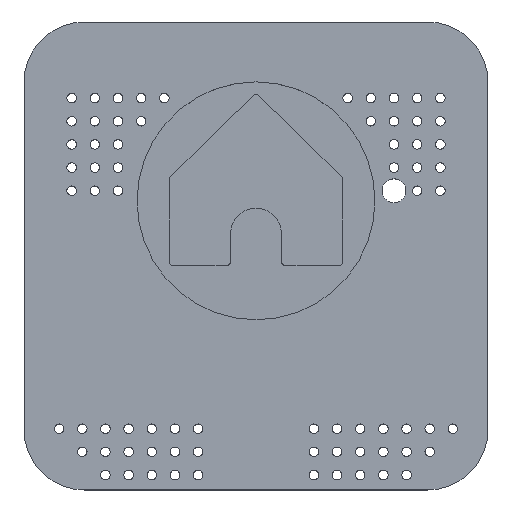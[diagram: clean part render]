
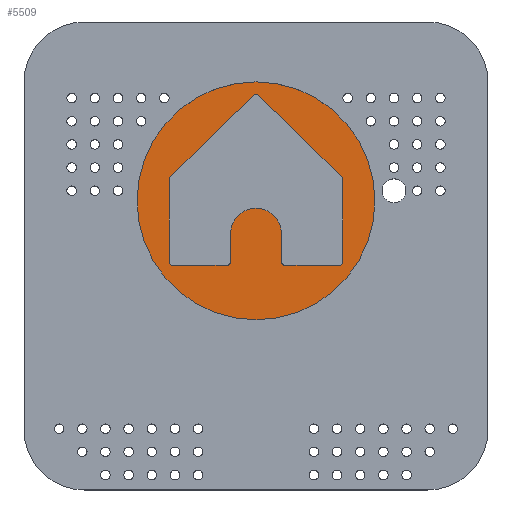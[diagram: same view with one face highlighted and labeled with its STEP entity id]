
A CAD part, top view. The second image highlights one B-rep face of the part: STEP entity #5509.
In plain terms, the highlighted planar face has unit normal (0, 0, 1).
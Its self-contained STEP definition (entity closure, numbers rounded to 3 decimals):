
#3930 = VERTEX_POINT('',#3931);
#3931 = CARTESIAN_POINT('',(15.,3.904,32.02));
#3937 = EDGE_CURVE('',#3930,#3930,#3938,.T.);
#3938 = CIRCLE('',#3939,15.);
#3939 = AXIS2_PLACEMENT_3D('',#3940,#3941,#3942);
#3940 = CARTESIAN_POINT('',(0.,3.904,32.02));
#3941 = DIRECTION('',(0.,0.,1.));
#3942 = DIRECTION('',(1.,0.,0.));
#5509 = ADVANCED_FACE('',(#5510,#5513),#5651,.T.);
#5510 = FACE_BOUND('',#5511,.T.);
#5511 = EDGE_LOOP('',(#5512));
#5512 = ORIENTED_EDGE('',*,*,#3937,.T.);
#5513 = FACE_BOUND('',#5514,.T.);
#5514 = EDGE_LOOP('',(#5515,#5525,#5534,#5542,#5551,#5559,#5568,#5576,
    #5585,#5593,#5602,#5610,#5619,#5627,#5636,#5644));
#5515 = ORIENTED_EDGE('',*,*,#5516,.T.);
#5516 = EDGE_CURVE('',#5517,#5519,#5521,.T.);
#5517 = VERTEX_POINT('',#5518);
#5518 = CARTESIAN_POINT('',(-10.91,-3.867,32.02));
#5519 = VERTEX_POINT('',#5520);
#5520 = CARTESIAN_POINT('',(-10.91,6.583,32.02));
#5521 = LINE('',#5522,#5523);
#5522 = CARTESIAN_POINT('',(-10.91,-3.867,32.02));
#5523 = VECTOR('',#5524,1.);
#5524 = DIRECTION('',(0.,1.,0.));
#5525 = ORIENTED_EDGE('',*,*,#5526,.F.);
#5526 = EDGE_CURVE('',#5527,#5519,#5529,.T.);
#5527 = VERTEX_POINT('',#5528);
#5528 = CARTESIAN_POINT('',(-10.739,6.99,32.02));
#5529 = CIRCLE('',#5530,0.57);
#5530 = AXIS2_PLACEMENT_3D('',#5531,#5532,#5533);
#5531 = CARTESIAN_POINT('',(-10.34,6.583,32.02));
#5532 = DIRECTION('',(0.,0.,1.));
#5533 = DIRECTION('',(1.,0.,0.));
#5534 = ORIENTED_EDGE('',*,*,#5535,.T.);
#5535 = EDGE_CURVE('',#5527,#5536,#5538,.T.);
#5536 = VERTEX_POINT('',#5537);
#5537 = CARTESIAN_POINT('',(-0.299,17.224,32.02));
#5538 = LINE('',#5539,#5540);
#5539 = CARTESIAN_POINT('',(-10.739,6.99,32.02));
#5540 = VECTOR('',#5541,1.);
#5541 = DIRECTION('',(0.714,0.7,0.));
#5542 = ORIENTED_EDGE('',*,*,#5543,.F.);
#5543 = EDGE_CURVE('',#5544,#5536,#5546,.T.);
#5544 = VERTEX_POINT('',#5545);
#5545 = CARTESIAN_POINT('',(0.299,17.224,32.02));
#5546 = CIRCLE('',#5547,0.427);
#5547 = AXIS2_PLACEMENT_3D('',#5548,#5549,#5550);
#5548 = CARTESIAN_POINT('',(0.,16.919,32.02));
#5549 = DIRECTION('',(0.,0.,1.));
#5550 = DIRECTION('',(1.,0.,0.));
#5551 = ORIENTED_EDGE('',*,*,#5552,.T.);
#5552 = EDGE_CURVE('',#5544,#5553,#5555,.T.);
#5553 = VERTEX_POINT('',#5554);
#5554 = CARTESIAN_POINT('',(10.739,6.99,32.02));
#5555 = LINE('',#5556,#5557);
#5556 = CARTESIAN_POINT('',(0.299,17.224,32.02));
#5557 = VECTOR('',#5558,1.);
#5558 = DIRECTION('',(0.714,-0.7,0.));
#5559 = ORIENTED_EDGE('',*,*,#5560,.F.);
#5560 = EDGE_CURVE('',#5561,#5553,#5563,.T.);
#5561 = VERTEX_POINT('',#5562);
#5562 = CARTESIAN_POINT('',(10.91,6.583,32.02));
#5563 = CIRCLE('',#5564,0.57);
#5564 = AXIS2_PLACEMENT_3D('',#5565,#5566,#5567);
#5565 = CARTESIAN_POINT('',(10.34,6.583,32.02));
#5566 = DIRECTION('',(0.,0.,1.));
#5567 = DIRECTION('',(1.,0.,0.));
#5568 = ORIENTED_EDGE('',*,*,#5569,.T.);
#5569 = EDGE_CURVE('',#5561,#5570,#5572,.T.);
#5570 = VERTEX_POINT('',#5571);
#5571 = CARTESIAN_POINT('',(10.91,-3.867,32.02));
#5572 = LINE('',#5573,#5574);
#5573 = CARTESIAN_POINT('',(10.91,6.583,32.02));
#5574 = VECTOR('',#5575,1.);
#5575 = DIRECTION('',(0.,-1.,0.));
#5576 = ORIENTED_EDGE('',*,*,#5577,.F.);
#5577 = EDGE_CURVE('',#5578,#5570,#5580,.T.);
#5578 = VERTEX_POINT('',#5579);
#5579 = CARTESIAN_POINT('',(10.56,-4.217,32.02));
#5580 = CIRCLE('',#5581,0.35);
#5581 = AXIS2_PLACEMENT_3D('',#5582,#5583,#5584);
#5582 = CARTESIAN_POINT('',(10.56,-3.867,32.02));
#5583 = DIRECTION('',(0.,0.,1.));
#5584 = DIRECTION('',(1.,0.,0.));
#5585 = ORIENTED_EDGE('',*,*,#5586,.T.);
#5586 = EDGE_CURVE('',#5578,#5587,#5589,.T.);
#5587 = VERTEX_POINT('',#5588);
#5588 = CARTESIAN_POINT('',(3.63,-4.217,32.02));
#5589 = LINE('',#5590,#5591);
#5590 = CARTESIAN_POINT('',(10.56,-4.217,32.02));
#5591 = VECTOR('',#5592,1.);
#5592 = DIRECTION('',(-1.,0.,0.));
#5593 = ORIENTED_EDGE('',*,*,#5594,.F.);
#5594 = EDGE_CURVE('',#5595,#5587,#5597,.T.);
#5595 = VERTEX_POINT('',#5596);
#5596 = CARTESIAN_POINT('',(3.19,-3.777,32.02));
#5597 = CIRCLE('',#5598,0.44);
#5598 = AXIS2_PLACEMENT_3D('',#5599,#5600,#5601);
#5599 = CARTESIAN_POINT('',(3.63,-3.777,32.02));
#5600 = DIRECTION('',(0.,0.,1.));
#5601 = DIRECTION('',(1.,0.,0.));
#5602 = ORIENTED_EDGE('',*,*,#5603,.T.);
#5603 = EDGE_CURVE('',#5595,#5604,#5606,.T.);
#5604 = VERTEX_POINT('',#5605);
#5605 = CARTESIAN_POINT('',(3.19,-0.207,32.02));
#5606 = LINE('',#5607,#5608);
#5607 = CARTESIAN_POINT('',(3.19,-3.777,32.02));
#5608 = VECTOR('',#5609,1.);
#5609 = DIRECTION('',(0.,1.,0.));
#5610 = ORIENTED_EDGE('',*,*,#5611,.T.);
#5611 = EDGE_CURVE('',#5604,#5612,#5614,.T.);
#5612 = VERTEX_POINT('',#5613);
#5613 = CARTESIAN_POINT('',(-3.19,-0.207,32.02));
#5614 = CIRCLE('',#5615,3.19);
#5615 = AXIS2_PLACEMENT_3D('',#5616,#5617,#5618);
#5616 = CARTESIAN_POINT('',(0.,-0.207,32.02));
#5617 = DIRECTION('',(0.,0.,1.));
#5618 = DIRECTION('',(1.,0.,0.));
#5619 = ORIENTED_EDGE('',*,*,#5620,.T.);
#5620 = EDGE_CURVE('',#5612,#5621,#5623,.T.);
#5621 = VERTEX_POINT('',#5622);
#5622 = CARTESIAN_POINT('',(-3.19,-3.777,32.02));
#5623 = LINE('',#5624,#5625);
#5624 = CARTESIAN_POINT('',(-3.19,-0.207,32.02));
#5625 = VECTOR('',#5626,1.);
#5626 = DIRECTION('',(0.,-1.,0.));
#5627 = ORIENTED_EDGE('',*,*,#5628,.F.);
#5628 = EDGE_CURVE('',#5629,#5621,#5631,.T.);
#5629 = VERTEX_POINT('',#5630);
#5630 = CARTESIAN_POINT('',(-3.63,-4.217,32.02));
#5631 = CIRCLE('',#5632,0.44);
#5632 = AXIS2_PLACEMENT_3D('',#5633,#5634,#5635);
#5633 = CARTESIAN_POINT('',(-3.63,-3.777,32.02));
#5634 = DIRECTION('',(0.,0.,1.));
#5635 = DIRECTION('',(1.,0.,0.));
#5636 = ORIENTED_EDGE('',*,*,#5637,.T.);
#5637 = EDGE_CURVE('',#5629,#5638,#5640,.T.);
#5638 = VERTEX_POINT('',#5639);
#5639 = CARTESIAN_POINT('',(-10.56,-4.217,32.02));
#5640 = LINE('',#5641,#5642);
#5641 = CARTESIAN_POINT('',(-3.63,-4.217,32.02));
#5642 = VECTOR('',#5643,1.);
#5643 = DIRECTION('',(-1.,0.,0.));
#5644 = ORIENTED_EDGE('',*,*,#5645,.F.);
#5645 = EDGE_CURVE('',#5517,#5638,#5646,.T.);
#5646 = CIRCLE('',#5647,0.35);
#5647 = AXIS2_PLACEMENT_3D('',#5648,#5649,#5650);
#5648 = CARTESIAN_POINT('',(-10.56,-3.867,32.02));
#5649 = DIRECTION('',(0.,0.,1.));
#5650 = DIRECTION('',(1.,0.,0.));
#5651 = PLANE('',#5652);
#5652 = AXIS2_PLACEMENT_3D('',#5653,#5654,#5655);
#5653 = CARTESIAN_POINT('',(0.,3.917,32.02));
#5654 = DIRECTION('',(0.,0.,1.));
#5655 = DIRECTION('',(1.,0.,0.));
